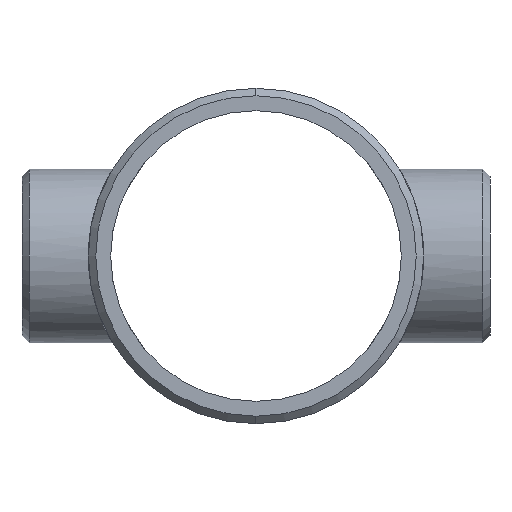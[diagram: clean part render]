
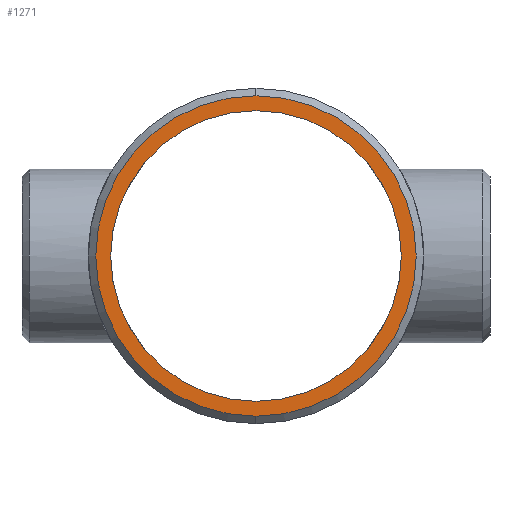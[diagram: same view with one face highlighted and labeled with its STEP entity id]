
A CAD part, left-side view. The second image highlights one B-rep face of the part: STEP entity #1271.
In plain terms, the highlighted planar face has unit normal (-1, 0, 0).
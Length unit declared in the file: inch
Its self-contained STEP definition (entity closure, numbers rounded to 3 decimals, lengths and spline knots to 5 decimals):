
#13 = DIRECTION ( 'NONE',  ( 0., 0., 1. ) ) ;
#46 = VERTEX_POINT ( 'NONE', #1120 ) ;
#106 = CARTESIAN_POINT ( 'NONE',  ( -8.5, 0., 0. ) ) ;
#176 = EDGE_CURVE ( 'NONE', #307, #1208, #1292, .T. ) ;
#192 = AXIS2_PLACEMENT_3D ( 'NONE', #106, #621, #414 ) ;
#231 = CARTESIAN_POINT ( 'NONE',  ( -8.5, 0., 0. ) ) ;
#295 = CARTESIAN_POINT ( 'NONE',  ( -8.5, 0., -5.13533 ) ) ;
#307 = VERTEX_POINT ( 'NONE', #1156 ) ;
#313 = AXIS2_PLACEMENT_3D ( 'NONE', #231, #737, #734 ) ;
#358 = DIRECTION ( 'NONE',  ( 0., 0., -1. ) ) ;
#379 = AXIS2_PLACEMENT_3D ( 'NONE', #919, #993, #496 ) ;
#414 = DIRECTION ( 'NONE',  ( 0., 0., 1. ) ) ;
#476 = ORIENTED_EDGE ( 'NONE', *, *, #697, .T. ) ;
#496 = DIRECTION ( 'NONE',  ( 0., 0., 1. ) ) ;
#621 = DIRECTION ( 'NONE',  ( -1., 0., 0. ) ) ;
#688 = ORIENTED_EDGE ( 'NONE', *, *, #830, .T. ) ;
#697 = EDGE_CURVE ( 'NONE', #1208, #307, #706, .T. ) ;
#706 = CIRCLE ( 'NONE', #946, 4.656 ) ;
#715 = DIRECTION ( 'NONE',  ( 1., 0., 0. ) ) ;
#734 = DIRECTION ( 'NONE',  ( 0., 0., 1. ) ) ;
#737 = DIRECTION ( 'NONE',  ( 1., 0., 0. ) ) ;
#804 = CIRCLE ( 'NONE', #379, 5.13533 ) ;
#830 = EDGE_CURVE ( 'NONE', #1148, #46, #804, .T. ) ;
#862 = ORIENTED_EDGE ( 'NONE', *, *, #176, .T. ) ;
#878 = EDGE_LOOP ( 'NONE', ( #688, #1258 ) ) ;
#890 = CARTESIAN_POINT ( 'NONE',  ( -8.5, 0., 4.656 ) ) ;
#919 = CARTESIAN_POINT ( 'NONE',  ( -8.5, 0., 0. ) ) ;
#933 = AXIS2_PLACEMENT_3D ( 'NONE', #978, #1163, #358 ) ;
#946 = AXIS2_PLACEMENT_3D ( 'NONE', #1118, #715, #13 ) ;
#978 = CARTESIAN_POINT ( 'NONE',  ( -8.5, 0., 0. ) ) ;
#993 = DIRECTION ( 'NONE',  ( -1., 0., 0. ) ) ;
#1010 = PLANE ( 'NONE',  #933 ) ;
#1030 = FACE_OUTER_BOUND ( 'NONE', #878, .T. ) ;
#1106 = EDGE_CURVE ( 'NONE', #46, #1148, #1125, .T. ) ;
#1118 = CARTESIAN_POINT ( 'NONE',  ( -8.5, 0., 0. ) ) ;
#1120 = CARTESIAN_POINT ( 'NONE',  ( -8.5, 0., 5.13533 ) ) ;
#1125 = CIRCLE ( 'NONE', #192, 5.13533 ) ;
#1148 = VERTEX_POINT ( 'NONE', #295 ) ;
#1156 = CARTESIAN_POINT ( 'NONE',  ( -8.5, 0., -4.656 ) ) ;
#1163 = DIRECTION ( 'NONE',  ( -1., 0., 0. ) ) ;
#1208 = VERTEX_POINT ( 'NONE', #890 ) ;
#1211 = FACE_BOUND ( 'NONE', #1245, .T. ) ;
#1245 = EDGE_LOOP ( 'NONE', ( #476, #862 ) ) ;
#1258 = ORIENTED_EDGE ( 'NONE', *, *, #1106, .T. ) ;
#1271 = ADVANCED_FACE ( 'NONE', ( #1030, #1211 ), #1010, .T. ) ;
#1292 = CIRCLE ( 'NONE', #313, 4.656 ) ;
